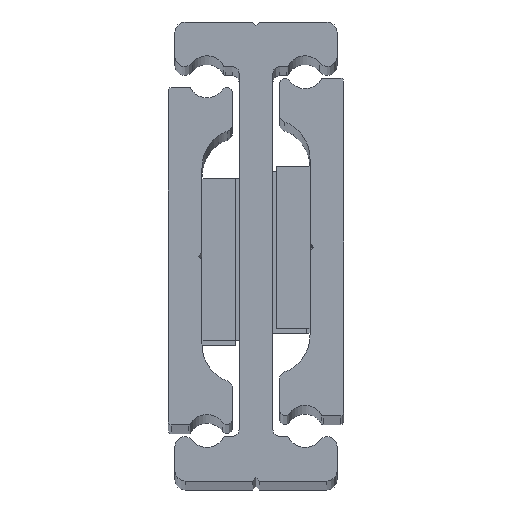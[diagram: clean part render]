
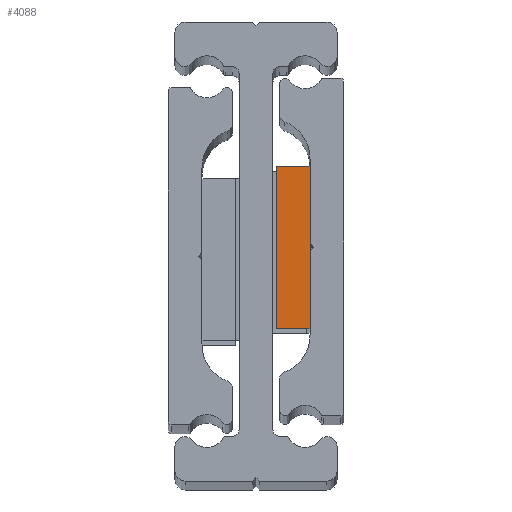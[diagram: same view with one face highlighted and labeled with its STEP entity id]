
A CAD part, top view. The second image highlights one B-rep face of the part: STEP entity #4088.
In plain terms, the highlighted face is planar.
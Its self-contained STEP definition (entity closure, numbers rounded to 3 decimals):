
#26 = VERTEX_POINT ( 'NONE', #182 ) ;
#91 = VERTEX_POINT ( 'NONE', #567 ) ;
#182 = CARTESIAN_POINT ( 'NONE',  ( -10., 12., 35.95 ) ) ;
#261 = VERTEX_POINT ( 'NONE', #371 ) ;
#271 = VERTEX_POINT ( 'NONE', #382 ) ;
#272 = VERTEX_POINT ( 'NONE', #383 ) ;
#371 = CARTESIAN_POINT ( 'NONE',  ( -5., -0.5, 35.95 ) ) ;
#382 = CARTESIAN_POINT ( 'NONE',  ( -5., 0.5, 35.95 ) ) ;
#383 = CARTESIAN_POINT ( 'NONE',  ( -5., 12., 35.95 ) ) ;
#511 = CARTESIAN_POINT ( 'NONE',  ( -5., -12., 35.95 ) ) ;
#567 = CARTESIAN_POINT ( 'NONE',  ( -10., -12., 35.95 ) ) ;
#814 = VERTEX_POINT ( 'NONE', #511 ) ;
#934 = EDGE_CURVE ( 'NONE', #271, #272, #1540, .T. ) ;
#1043 = AXIS2_PLACEMENT_3D ( 'NONE', #2876, #2882, #2883 ) ;
#1192 = EDGE_CURVE ( 'NONE', #814, #261, #1792, .T. ) ;
#1230 = EDGE_CURVE ( 'NONE', #26, #272, #1846, .T. ) ;
#1247 = EDGE_CURVE ( 'NONE', #91, #814, #1862, .T. ) ;
#1248 = EDGE_CURVE ( 'NONE', #261, #271, #1872, .T. ) ;
#1255 = EDGE_CURVE ( 'NONE', #26, #91, #1877, .T. ) ;
#1540 = LINE ( 'NONE', #2119, #1541 ) ;
#1541 = VECTOR ( 'NONE', #2120, 1000. ) ;
#1792 = LINE ( 'NONE', #2492, #1793 ) ;
#1793 = VECTOR ( 'NONE', #2493, 1000. ) ;
#1846 = LINE ( 'NONE', #2589, #1848 ) ;
#1848 = VECTOR ( 'NONE', #2590, 1000. ) ;
#1860 = VECTOR ( 'NONE', #2638, 1000. ) ;
#1862 = LINE ( 'NONE', #2635, #1870 ) ;
#1870 = VECTOR ( 'NONE', #2636, 1000. ) ;
#1872 = LINE ( 'NONE', #2637, #1860 ) ;
#1877 = LINE ( 'NONE', #2645, #1886 ) ;
#1886 = VECTOR ( 'NONE', #2652, 1000. ) ;
#2003 = FACE_OUTER_BOUND ( 'NONE', #4044, .T. ) ;
#2119 = CARTESIAN_POINT ( 'NONE',  ( -5., -12., 35.95 ) ) ;
#2120 = DIRECTION ( 'NONE',  ( 0., 1., 0. ) ) ;
#2492 = CARTESIAN_POINT ( 'NONE',  ( -5., -12., 35.95 ) ) ;
#2493 = DIRECTION ( 'NONE',  ( 0., 1., 0. ) ) ;
#2589 = CARTESIAN_POINT ( 'NONE',  ( -37.153, 12., 35.95 ) ) ;
#2590 = DIRECTION ( 'NONE',  ( 1., 0., 0. ) ) ;
#2635 = CARTESIAN_POINT ( 'NONE',  ( -37.153, -12., 35.95 ) ) ;
#2636 = DIRECTION ( 'NONE',  ( 1., 0., 0. ) ) ;
#2637 = CARTESIAN_POINT ( 'NONE',  ( -5., -12., 35.95 ) ) ;
#2638 = DIRECTION ( 'NONE',  ( 0., 1., 0. ) ) ;
#2645 = CARTESIAN_POINT ( 'NONE',  ( -10., -12., 35.95 ) ) ;
#2652 = DIRECTION ( 'NONE',  ( 0., -1., 0. ) ) ;
#2873 = PLANE ( 'NONE',  #1043 ) ;
#2876 = CARTESIAN_POINT ( 'NONE',  ( -37.153, -12., 35.95 ) ) ;
#2882 = DIRECTION ( 'NONE',  ( 0., 0., -1. ) ) ;
#2883 = DIRECTION ( 'NONE',  ( 0., 1., 0. ) ) ;
#3727 = ORIENTED_EDGE ( 'NONE', *, *, #1255, .F. ) ;
#3728 = ORIENTED_EDGE ( 'NONE', *, *, #1230, .T. ) ;
#3729 = ORIENTED_EDGE ( 'NONE', *, *, #934, .F. ) ;
#3730 = ORIENTED_EDGE ( 'NONE', *, *, #1248, .F. ) ;
#3731 = ORIENTED_EDGE ( 'NONE', *, *, #1192, .F. ) ;
#3732 = ORIENTED_EDGE ( 'NONE', *, *, #1247, .F. ) ;
#4044 = EDGE_LOOP ( 'NONE', ( #3727, #3728, #3729, #3730, #3731, #3732 ) ) ;
#4088 = ADVANCED_FACE ( 'NONE', ( #2003 ), #2873, .T. ) ;
